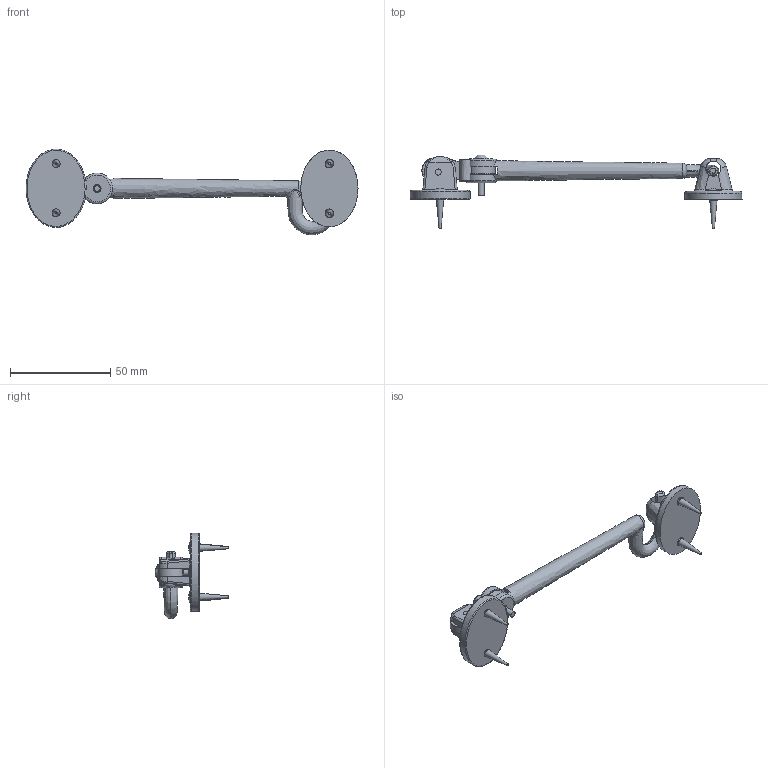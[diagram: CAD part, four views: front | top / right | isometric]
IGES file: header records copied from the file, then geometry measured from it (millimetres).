
Global section: file name: P2872-F; native system: Autodesk Inventor 2018; preprocessor: unknown; author: ashami; date: 20180911.112945; units: millimetre
Bounding box: 165.76 x 36.92 x 42.7 mm (x, y, z)
Volume: 22944.5 mm3; surface area: 13962.9 mm2
Topology: 10 solids, 10 shells, 234 faces, 578 edges, 361 vertices
Faces by surface type: bspline 234
